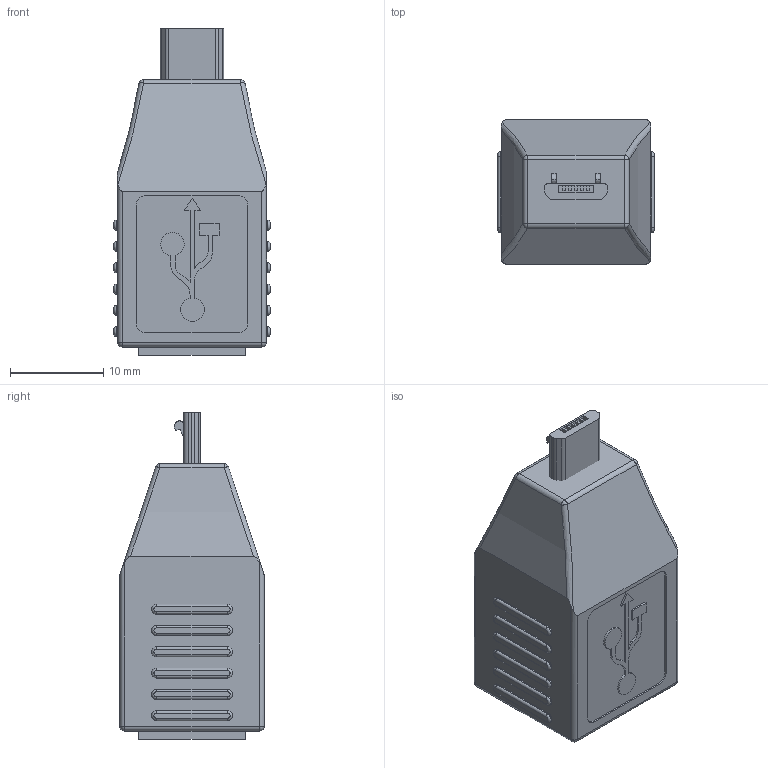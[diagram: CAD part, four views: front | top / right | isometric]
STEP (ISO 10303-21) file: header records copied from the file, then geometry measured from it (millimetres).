
FILE_DESCRIPTION (( 'STEP AP203' ), '1' );
FILE_NAME ('UAD033FM.STEP', '2010-06-09T18:16:31', ( 'x' ), ( 'Microsoft' ), 'SwSTEP 2.0', 'SolidWorks 2010', '' );
FILE_SCHEMA (( 'CONFIG_CONTROL_DESIGN' ));
Length unit declared in the file: inch
Products named in the file (4): UAD033FM-MA2; 1AA05-032; UAD033FM; UAD033FM-MA1_SP45197
Assembly tree (3 placements, depth 2):
  UAD033FM
    UAD033FM-MA1_SP45197
    1AA05-032
    UAD033FM-MA2
Bounding box: 16.76 x 15.49 x 35.08 mm (x, y, z)
Volume: 5792.4 mm3; surface area: 4512.7 mm2
Topology: 3 solids, 3 shells, 446 faces, 1131 edges, 726 vertices
Faces by surface type: plane 251, cylinder 105, bspline 58, torus 24, sphere 8
Entity records: 17963 total; most frequent: CARTESIAN_POINT 7039, ORIENTED_EDGE 2254, DIRECTION 2017, EDGE_CURVE 1127, VECTOR 769, LINE 769, VERTEX_POINT 726, AXIS2_PLACEMENT_3D 624
